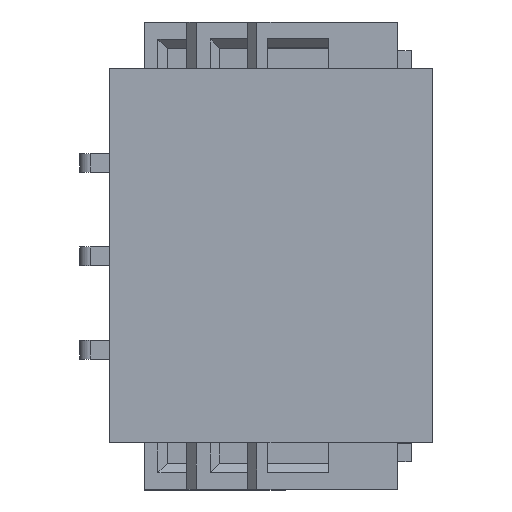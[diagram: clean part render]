
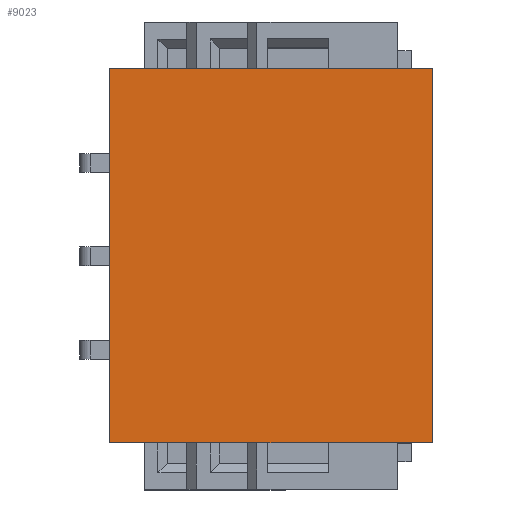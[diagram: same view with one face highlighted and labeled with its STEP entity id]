
A CAD part, top view. The second image highlights one B-rep face of the part: STEP entity #9023.
In plain terms, the highlighted face is planar.
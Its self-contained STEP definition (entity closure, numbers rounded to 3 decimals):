
#1629=ORIENTED_EDGE('',*,*,#2516,.T.);
#1630=ORIENTED_EDGE('',*,*,#2875,.F.);
#1631=ORIENTED_EDGE('',*,*,#2555,.F.);
#1632=ORIENTED_EDGE('',*,*,#2876,.T.);
#2516=EDGE_CURVE('',#3394,#3393,#4116,.T.);
#2555=EDGE_CURVE('',#3415,#3416,#4155,.T.);
#2875=EDGE_CURVE('',#3416,#3393,#4443,.T.);
#2876=EDGE_CURVE('',#3415,#3394,#4444,.T.);
#3393=VERTEX_POINT('',#12070);
#3394=VERTEX_POINT('',#12072);
#3415=VERTEX_POINT('',#12137);
#3416=VERTEX_POINT('',#12139);
#4116=LINE('',#12071,#5018);
#4155=LINE('',#12138,#5057);
#4443=LINE('',#12782,#5345);
#4444=LINE('',#12784,#5346);
#5018=VECTOR('',#10133,1000.);
#5057=VECTOR('',#10184,1000.);
#5345=VECTOR('',#10838,1000.);
#5346=VECTOR('',#10841,1000.);
#5760=EDGE_LOOP('',(#1629,#1630,#1631,#1632));
#6096=FACE_BOUND('',#5760,.T.);
#6407=PLANE('',#9399);
#9023=ADVANCED_FACE('',(#6096),#6407,.F.);
#9399=AXIS2_PLACEMENT_3D('',#12783,#10839,#10840);
#10133=DIRECTION('',(0.,0.,-1.));
#10184=DIRECTION('',(0.,0.,-1.));
#10838=DIRECTION('',(-1.,0.,0.));
#10839=DIRECTION('',(0.,1.,0.));
#10840=DIRECTION('',(0.,0.,-1.));
#10841=DIRECTION('',(-1.,0.,0.));
#12070=CARTESIAN_POINT('',(-2.,-2.575,-1.725));
#12071=CARTESIAN_POINT('',(-2.,-2.575,1.725));
#12072=CARTESIAN_POINT('',(-2.,-2.575,1.725));
#12137=CARTESIAN_POINT('',(2.,-2.575,1.725));
#12138=CARTESIAN_POINT('',(2.,-2.575,1.725));
#12139=CARTESIAN_POINT('',(2.,-2.575,-1.725));
#12782=CARTESIAN_POINT('',(2.,-2.575,-1.725));
#12783=CARTESIAN_POINT('',(2.,-2.575,1.725));
#12784=CARTESIAN_POINT('',(2.,-2.575,1.725));
